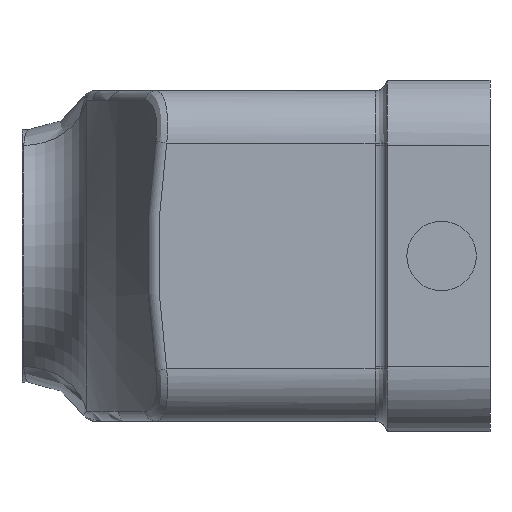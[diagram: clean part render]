
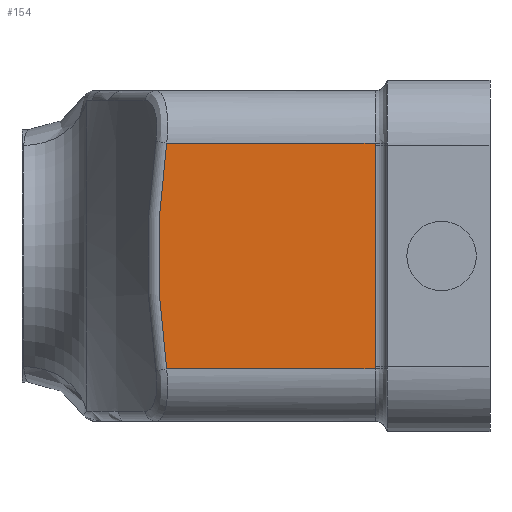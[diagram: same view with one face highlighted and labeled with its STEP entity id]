
A CAD part, left-side view. The second image highlights one B-rep face of the part: STEP entity #154.
In plain terms, the highlighted planar face has unit normal (-1, 0, 0).
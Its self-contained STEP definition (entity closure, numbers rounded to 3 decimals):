
#32 = B_SPLINE_CURVE_WITH_KNOTS ( 'NONE', 3,
 ( #723, #722, #721, #720 ),
 .UNSPECIFIED., .F., .F.,
 ( 4, 4 ),
 ( 0., 0. ),
 .UNSPECIFIED. ) ;
#33 = B_SPLINE_CURVE_WITH_KNOTS ( 'NONE', 3,
 ( #715, #711, #710, #709 ),
 .UNSPECIFIED., .F., .F.,
 ( 4, 4 ),
 ( 0., 0. ),
 .UNSPECIFIED. ) ;
#154 = ADVANCED_FACE ( 'NONE', ( #4115 ), #954, .F. ) ;
#700 = DIRECTION ( 'NONE',  ( 0., 0., -1. ) ) ;
#703 = DIRECTION ( 'NONE',  ( -1., 0., 0. ) ) ;
#704 = CARTESIAN_POINT ( 'NONE',  ( -45.5, -54.42, 0. ) ) ;
#706 = DIRECTION ( 'NONE',  ( 0., -1., 0. ) ) ;
#707 = CARTESIAN_POINT ( 'NONE',  ( -45.5, 38.5, 14. ) ) ;
#709 = CARTESIAN_POINT ( 'NONE',  ( -45.5, 14.25, 14. ) ) ;
#710 = CARTESIAN_POINT ( 'NONE',  ( -45.5, 14.25, 13.917 ) ) ;
#711 = CARTESIAN_POINT ( 'NONE',  ( -45.5, 14.25, 13.833 ) ) ;
#715 = CARTESIAN_POINT ( 'NONE',  ( -45.5, 14.25, 13.75 ) ) ;
#718 = DIRECTION ( 'NONE',  ( 0., 0., 1. ) ) ;
#719 = CARTESIAN_POINT ( 'NONE',  ( -45.5, 14.25, 14. ) ) ;
#720 = CARTESIAN_POINT ( 'NONE',  ( -45.5, 14.25, -13.75 ) ) ;
#721 = CARTESIAN_POINT ( 'NONE',  ( -45.5, 14.25, -13.833 ) ) ;
#722 = CARTESIAN_POINT ( 'NONE',  ( -45.5, 14.25, -13.917 ) ) ;
#723 = CARTESIAN_POINT ( 'NONE',  ( -45.5, 14.25, -14. ) ) ;
#758 = DIRECTION ( 'NONE',  ( 0., -1., 0. ) ) ;
#759 = CARTESIAN_POINT ( 'NONE',  ( -45.5, 38.5, -14. ) ) ;
#908 = CARTESIAN_POINT ( 'NONE',  ( -45.5, 14.25, -13.75 ) ) ;
#915 = CARTESIAN_POINT ( 'NONE',  ( -45.5, 14.25, 13.75 ) ) ;
#918 = CARTESIAN_POINT ( 'NONE',  ( -45.5, 40.072, 14. ) ) ;
#921 = CARTESIAN_POINT ( 'NONE',  ( -45.5, 14.25, 14. ) ) ;
#922 = CARTESIAN_POINT ( 'NONE',  ( -45.5, 40.072, -14. ) ) ;
#924 = CARTESIAN_POINT ( 'NONE',  ( -45.5, 14.25, -14. ) ) ;
#951 = DIRECTION ( 'NONE',  ( 0., 0., -1. ) ) ;
#952 = DIRECTION ( 'NONE',  ( 1., 0., 0. ) ) ;
#953 = CARTESIAN_POINT ( 'NONE',  ( -45.5, 38.5, 14. ) ) ;
#954 = PLANE ( 'NONE',  #4234 ) ;
#1919 = VERTEX_POINT ( 'NONE', #924 ) ;
#1921 = VERTEX_POINT ( 'NONE', #922 ) ;
#1922 = VERTEX_POINT ( 'NONE', #921 ) ;
#1923 = VERTEX_POINT ( 'NONE', #918 ) ;
#1925 = VERTEX_POINT ( 'NONE', #915 ) ;
#1932 = VERTEX_POINT ( 'NONE', #908 ) ;
#2221 = EDGE_LOOP ( 'NONE', ( #2454, #2452, #2453, #2451, #2450, #2449 ) ) ;
#2449 = ORIENTED_EDGE ( 'NONE', *, *, #4361, .T. ) ;
#2450 = ORIENTED_EDGE ( 'NONE', *, *, #4360, .F. ) ;
#2451 = ORIENTED_EDGE ( 'NONE', *, *, #4359, .T. ) ;
#2452 = ORIENTED_EDGE ( 'NONE', *, *, #4357, .T. ) ;
#2453 = ORIENTED_EDGE ( 'NONE', *, *, #4358, .T. ) ;
#2454 = ORIENTED_EDGE ( 'NONE', *, *, #4355, .T. ) ;
#4115 = FACE_OUTER_BOUND ( 'NONE', #2221, .T. ) ;
#4120 = LINE ( 'NONE', #759, #4228 ) ;
#4121 = LINE ( 'NONE', #719, #4226 ) ;
#4122 = LINE ( 'NONE', #707, #4224 ) ;
#4223 = AXIS2_PLACEMENT_3D ( 'NONE', #704, #703, #700 ) ;
#4224 = VECTOR ( 'NONE', #706, 1000. ) ;
#4225 = CIRCLE ( 'NONE', #4223, 95.523 ) ;
#4226 = VECTOR ( 'NONE', #718, 1000. ) ;
#4228 = VECTOR ( 'NONE', #758, 1000. ) ;
#4234 = AXIS2_PLACEMENT_3D ( 'NONE', #953, #952, #951 ) ;
#4355 = EDGE_CURVE ( 'NONE', #1921, #1919, #4120, .T. ) ;
#4357 = EDGE_CURVE ( 'NONE', #1919, #1932, #32, .T. ) ;
#4358 = EDGE_CURVE ( 'NONE', #1932, #1925, #4121, .T. ) ;
#4359 = EDGE_CURVE ( 'NONE', #1925, #1922, #33, .T. ) ;
#4360 = EDGE_CURVE ( 'NONE', #1923, #1922, #4122, .T. ) ;
#4361 = EDGE_CURVE ( 'NONE', #1923, #1921, #4225, .T. ) ;
